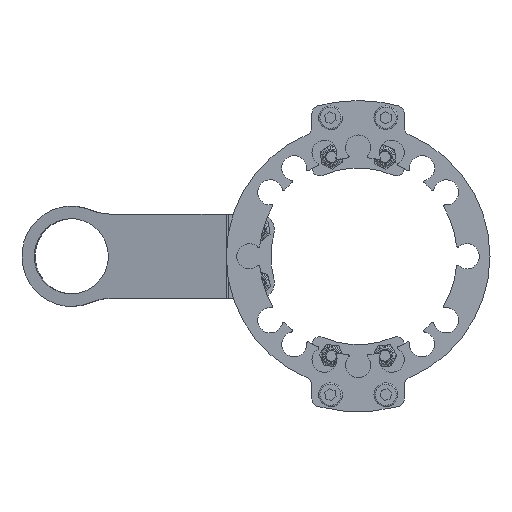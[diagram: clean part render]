
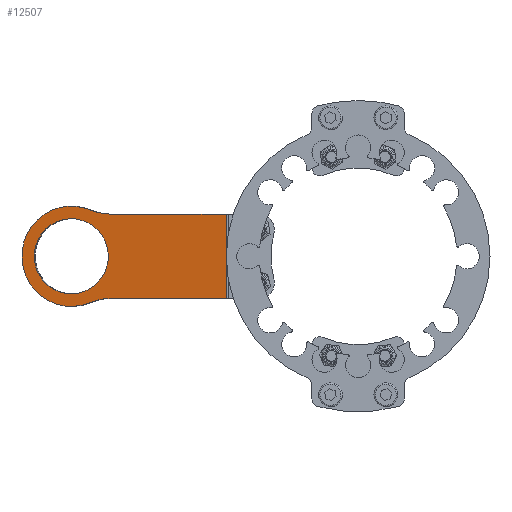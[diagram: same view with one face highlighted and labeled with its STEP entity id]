
A CAD part, left-side view. The second image highlights one B-rep face of the part: STEP entity #12507.
In plain terms, the highlighted planar face has unit normal (-0.985, 0.174, 0).
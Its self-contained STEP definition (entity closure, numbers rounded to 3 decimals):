
#302 = EDGE_CURVE ( 'NONE', #5059, #17866, #615, .T. ) ;
#318 = VERTEX_POINT ( 'NONE', #12713 ) ;
#615 = CIRCLE ( 'NONE', #26837, 20. ) ;
#1331 = ORIENTED_EDGE ( 'NONE', *, *, #302, .T. ) ;
#1599 = DIRECTION ( 'NONE',  ( -0.16, -0.905, 0.395 ) ) ;
#1762 = CARTESIAN_POINT ( 'NONE',  ( 940.357, 75.061, 1417.5 ) ) ;
#1816 = CARTESIAN_POINT ( 'NONE',  ( 937.752, 60.289, 1433.5 ) ) ;
#1888 = DIRECTION ( 'NONE',  ( 0.174, 0.985, 0. ) ) ;
#2164 = ORIENTED_EDGE ( 'NONE', *, *, #6453, .T. ) ;
#2215 = CARTESIAN_POINT ( 'NONE',  ( 940.357, 75.061, 1417.5 ) ) ;
#2608 = CIRCLE ( 'NONE', #8608, 20. ) ;
#2785 = CIRCLE ( 'NONE', #20473, 19. ) ;
#3606 = CARTESIAN_POINT ( 'NONE',  ( 938.084, 62.169, 1423.131 ) ) ;
#4251 = EDGE_CURVE ( 'NONE', #28679, #318, #5818, .T. ) ;
#4582 = VECTOR ( 'NONE', #1888, 1000. ) ;
#4606 = CARTESIAN_POINT ( 'NONE',  ( 929.999, 16.317, 1401.5 ) ) ;
#4613 = ORIENTED_EDGE ( 'NONE', *, *, #15829, .T. ) ;
#4689 = EDGE_CURVE ( 'NONE', #30573, #14711, #2785, .T. ) ;
#4876 = FACE_BOUND ( 'NONE', #5397, .T. ) ;
#5059 = VERTEX_POINT ( 'NONE', #8974 ) ;
#5141 = AXIS2_PLACEMENT_3D ( 'NONE', #28651, #19228, #21452 ) ;
#5397 = EDGE_LOOP ( 'NONE', ( #23837, #29427 ) ) ;
#5818 = LINE ( 'NONE', #17532, #29999 ) ;
#6453 = EDGE_CURVE ( 'NONE', #318, #24950, #13716, .T. ) ;
#6922 = EDGE_CURVE ( 'NONE', #16593, #10018, #28254, .T. ) ;
#7468 = DIRECTION ( 'NONE',  ( -0.174, -0.985, 0. ) ) ;
#7703 = ORIENTED_EDGE ( 'NONE', *, *, #17657, .T. ) ;
#8608 = AXIS2_PLACEMENT_3D ( 'NONE', #20118, #15479, #20285 ) ;
#8840 = DIRECTION ( 'NONE',  ( -0.985, 0.174, 0. ) ) ;
#8897 = CIRCLE ( 'NONE', #26577, 19. ) ;
#8974 = CARTESIAN_POINT ( 'NONE',  ( 939.088, 67.864, 1399.962 ) ) ;
#10018 = VERTEX_POINT ( 'NONE', #3606 ) ;
#10679 = DIRECTION ( 'NONE',  ( -0.16, -0.905, 0.395 ) ) ;
#10752 = VECTOR ( 'NONE', #7468, 1000. ) ;
#11837 = FACE_OUTER_BOUND ( 'NONE', #27060, .T. ) ;
#12126 = PLANE ( 'NONE',  #23079 ) ;
#12453 = DIRECTION ( 'NONE',  ( -0.985, 0.174, 0. ) ) ;
#12507 = ADVANCED_FACE ( 'NONE', ( #4876, #11837 ), #12126, .T. ) ;
#12713 = CARTESIAN_POINT ( 'NONE',  ( 929.999, 16.317, 1433.5 ) ) ;
#13066 = DIRECTION ( 'NONE',  ( 0., 0., 1. ) ) ;
#13716 = LINE ( 'NONE', #23575, #4582 ) ;
#14222 = CARTESIAN_POINT ( 'NONE',  ( 941.678, 82.551, 1434.912 ) ) ;
#14711 = VERTEX_POINT ( 'NONE', #14222 ) ;
#15479 = DIRECTION ( 'NONE',  ( 0.985, -0.174, 0. ) ) ;
#15783 = ORIENTED_EDGE ( 'NONE', *, *, #4689, .T. ) ;
#15829 = EDGE_CURVE ( 'NONE', #14711, #5059, #8897, .T. ) ;
#15977 = DIRECTION ( 'NONE',  ( -0.985, 0.174, 0. ) ) ;
#16593 = VERTEX_POINT ( 'NONE', #26526 ) ;
#17532 = CARTESIAN_POINT ( 'NONE',  ( 929.999, 16.317, 1417.5 ) ) ;
#17657 = EDGE_CURVE ( 'NONE', #17866, #28679, #24759, .T. ) ;
#17866 = VERTEX_POINT ( 'NONE', #19420 ) ;
#19097 = CARTESIAN_POINT ( 'NONE',  ( 940.357, 75.061, 1417.5 ) ) ;
#19228 = DIRECTION ( 'NONE',  ( -0.985, 0.174, 0. ) ) ;
#19420 = CARTESIAN_POINT ( 'NONE',  ( 937.752, 60.289, 1401.5 ) ) ;
#20118 = CARTESIAN_POINT ( 'NONE',  ( 937.752, 60.289, 1453.5 ) ) ;
#20285 = DIRECTION ( 'NONE',  ( -0.16, -0.905, 0.395 ) ) ;
#20473 = AXIS2_PLACEMENT_3D ( 'NONE', #1762, #8840, #1599 ) ;
#21355 = EDGE_CURVE ( 'NONE', #24950, #30573, #2608, .T. ) ;
#21452 = DIRECTION ( 'NONE',  ( -0.16, -0.905, 0.395 ) ) ;
#21804 = DIRECTION ( 'NONE',  ( -0.16, -0.905, 0.395 ) ) ;
#22147 = EDGE_CURVE ( 'NONE', #10018, #16593, #25406, .T. ) ;
#22308 = ORIENTED_EDGE ( 'NONE', *, *, #21355, .T. ) ;
#22545 = DIRECTION ( 'NONE',  ( 0.985, -0.174, 0. ) ) ;
#23079 = AXIS2_PLACEMENT_3D ( 'NONE', #2215, #12453, #21804 ) ;
#23575 = CARTESIAN_POINT ( 'NONE',  ( 929.938, 15.972, 1433.5 ) ) ;
#23837 = ORIENTED_EDGE ( 'NONE', *, *, #22147, .F. ) ;
#24004 = DIRECTION ( 'NONE',  ( -0.16, -0.905, 0.395 ) ) ;
#24759 = LINE ( 'NONE', #24934, #10752 ) ;
#24934 = CARTESIAN_POINT ( 'NONE',  ( 929.938, 15.972, 1401.5 ) ) ;
#24950 = VERTEX_POINT ( 'NONE', #1816 ) ;
#25406 = CIRCLE ( 'NONE', #29374, 14.25 ) ;
#26238 = DIRECTION ( 'NONE',  ( -0.16, -0.905, 0.395 ) ) ;
#26526 = CARTESIAN_POINT ( 'NONE',  ( 942.63, 87.952, 1411.869 ) ) ;
#26577 = AXIS2_PLACEMENT_3D ( 'NONE', #19097, #28658, #24004 ) ;
#26837 = AXIS2_PLACEMENT_3D ( 'NONE', #31202, #22545, #10679 ) ;
#27060 = EDGE_LOOP ( 'NONE', ( #7703, #27705, #2164, #22308, #15783, #4613, #1331 ) ) ;
#27705 = ORIENTED_EDGE ( 'NONE', *, *, #4251, .T. ) ;
#28254 = CIRCLE ( 'NONE', #5141, 14.25 ) ;
#28651 = CARTESIAN_POINT ( 'NONE',  ( 940.357, 75.061, 1417.5 ) ) ;
#28658 = DIRECTION ( 'NONE',  ( -0.985, 0.174, 0. ) ) ;
#28679 = VERTEX_POINT ( 'NONE', #4606 ) ;
#28703 = CARTESIAN_POINT ( 'NONE',  ( 939.088, 67.864, 1435.039 ) ) ;
#28728 = CARTESIAN_POINT ( 'NONE',  ( 940.357, 75.061, 1417.5 ) ) ;
#29374 = AXIS2_PLACEMENT_3D ( 'NONE', #28728, #15977, #26238 ) ;
#29427 = ORIENTED_EDGE ( 'NONE', *, *, #6922, .F. ) ;
#29999 = VECTOR ( 'NONE', #13066, 1000. ) ;
#30573 = VERTEX_POINT ( 'NONE', #28703 ) ;
#31202 = CARTESIAN_POINT ( 'NONE',  ( 937.752, 60.289, 1381.5 ) ) ;
